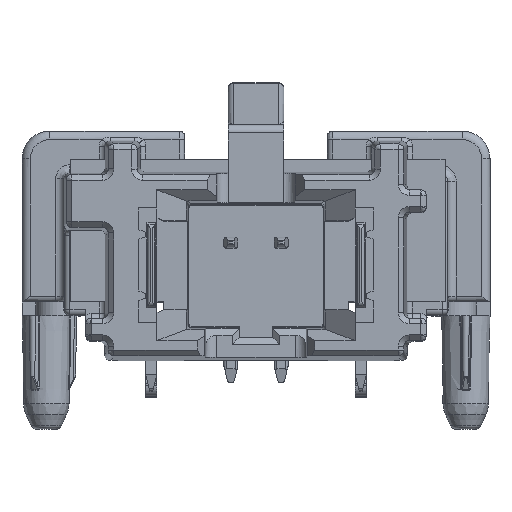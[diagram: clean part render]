
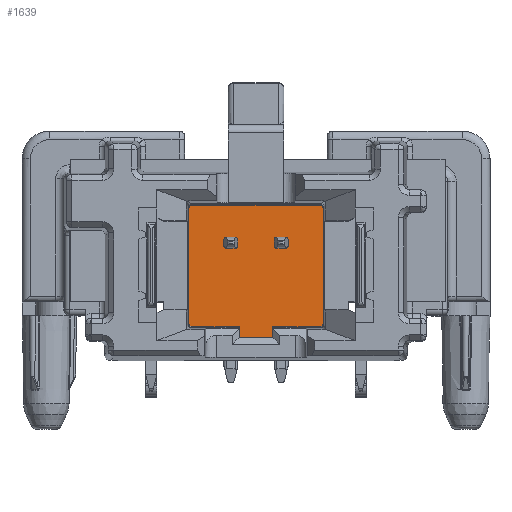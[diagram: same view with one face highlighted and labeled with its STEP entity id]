
A CAD part, top view. The second image highlights one B-rep face of the part: STEP entity #1639.
In plain terms, the highlighted planar face has unit normal (0, 0, 1).
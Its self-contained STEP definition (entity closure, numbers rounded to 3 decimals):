
#680=ELLIPSE('',#14529,0.1,0.1);
#681=ELLIPSE('',#14530,0.1,0.1);
#682=ELLIPSE('',#14531,0.1,0.1);
#683=ELLIPSE('',#14532,0.1,0.1);
#1639=ADVANCED_FACE('',(#2813,#2814,#2815),#2436,.T.);
#2436=PLANE('',#14533);
#2813=FACE_BOUND('',#2892,.T.);
#2814=FACE_BOUND('',#2893,.T.);
#2815=FACE_BOUND('',#2894,.T.);
#2892=EDGE_LOOP('',(#4379,#4380,#4381,#4382,#4383,#4384,#4385,#4386));
#2893=EDGE_LOOP('',(#4387,#4388,#4389,#4390,#4391,#4392,#4393,#4394));
#2894=EDGE_LOOP('',(#4395,#4396,#4397,#4398,#4399,#4400,#4401,#4402,#4403,
#4404,#4405,#4406));
#3701=CIRCLE('',#14521,0.1);
#3702=CIRCLE('',#14522,0.1);
#3703=CIRCLE('',#14523,0.1);
#3704=CIRCLE('',#14524,0.1);
#3705=CIRCLE('',#14525,0.1);
#3706=CIRCLE('',#14526,0.1);
#3707=CIRCLE('',#14527,0.1);
#3708=CIRCLE('',#14528,0.1);
#4379=ORIENTED_EDGE('',*,*,#9936,.T.);
#4380=ORIENTED_EDGE('',*,*,#9937,.F.);
#4381=ORIENTED_EDGE('',*,*,#9938,.T.);
#4382=ORIENTED_EDGE('',*,*,#9939,.F.);
#4383=ORIENTED_EDGE('',*,*,#9940,.T.);
#4384=ORIENTED_EDGE('',*,*,#9941,.T.);
#4385=ORIENTED_EDGE('',*,*,#9942,.T.);
#4386=ORIENTED_EDGE('',*,*,#9943,.F.);
#4387=ORIENTED_EDGE('',*,*,#9944,.F.);
#4388=ORIENTED_EDGE('',*,*,#9945,.F.);
#4389=ORIENTED_EDGE('',*,*,#9946,.F.);
#4390=ORIENTED_EDGE('',*,*,#9947,.F.);
#4391=ORIENTED_EDGE('',*,*,#9948,.T.);
#4392=ORIENTED_EDGE('',*,*,#9949,.F.);
#4393=ORIENTED_EDGE('',*,*,#9950,.F.);
#4394=ORIENTED_EDGE('',*,*,#9951,.F.);
#4395=ORIENTED_EDGE('',*,*,#9952,.T.);
#4396=ORIENTED_EDGE('',*,*,#9953,.T.);
#4397=ORIENTED_EDGE('',*,*,#9954,.T.);
#4398=ORIENTED_EDGE('',*,*,#9955,.T.);
#4399=ORIENTED_EDGE('',*,*,#9956,.T.);
#4400=ORIENTED_EDGE('',*,*,#9957,.T.);
#4401=ORIENTED_EDGE('',*,*,#9958,.T.);
#4402=ORIENTED_EDGE('',*,*,#9959,.T.);
#4403=ORIENTED_EDGE('',*,*,#9960,.F.);
#4404=ORIENTED_EDGE('',*,*,#9961,.T.);
#4405=ORIENTED_EDGE('',*,*,#9962,.F.);
#4406=ORIENTED_EDGE('',*,*,#9963,.T.);
#8589=VERTEX_POINT('',#20278);
#8590=VERTEX_POINT('',#20279);
#8591=VERTEX_POINT('',#20281);
#8592=VERTEX_POINT('',#20283);
#8593=VERTEX_POINT('',#20285);
#8594=VERTEX_POINT('',#20287);
#8595=VERTEX_POINT('',#20289);
#8596=VERTEX_POINT('',#20291);
#8597=VERTEX_POINT('',#20294);
#8598=VERTEX_POINT('',#20295);
#8599=VERTEX_POINT('',#20297);
#8600=VERTEX_POINT('',#20299);
#8601=VERTEX_POINT('',#20301);
#8602=VERTEX_POINT('',#20303);
#8603=VERTEX_POINT('',#20305);
#8604=VERTEX_POINT('',#20307);
#8605=VERTEX_POINT('',#20310);
#8606=VERTEX_POINT('',#20311);
#8607=VERTEX_POINT('',#20313);
#8608=VERTEX_POINT('',#20315);
#8609=VERTEX_POINT('',#20317);
#8610=VERTEX_POINT('',#20319);
#8611=VERTEX_POINT('',#20321);
#8612=VERTEX_POINT('',#20323);
#8613=VERTEX_POINT('',#20325);
#8614=VERTEX_POINT('',#20327);
#8615=VERTEX_POINT('',#20329);
#8616=VERTEX_POINT('',#20331);
#9936=EDGE_CURVE('',#8589,#8590,#3701,.T.);
#9937=EDGE_CURVE('',#8591,#8590,#12023,.T.);
#9938=EDGE_CURVE('',#8591,#8592,#3702,.T.);
#9939=EDGE_CURVE('',#8593,#8592,#12024,.T.);
#9940=EDGE_CURVE('',#8593,#8594,#3703,.T.);
#9941=EDGE_CURVE('',#8594,#8595,#12025,.T.);
#9942=EDGE_CURVE('',#8595,#8596,#3704,.T.);
#9943=EDGE_CURVE('',#8589,#8596,#12026,.T.);
#9944=EDGE_CURVE('',#8597,#8598,#12027,.T.);
#9945=EDGE_CURVE('',#8599,#8597,#3705,.T.);
#9946=EDGE_CURVE('',#8600,#8599,#12028,.T.);
#9947=EDGE_CURVE('',#8601,#8600,#3706,.T.);
#9948=EDGE_CURVE('',#8601,#8602,#12029,.T.);
#9949=EDGE_CURVE('',#8603,#8602,#3707,.T.);
#9950=EDGE_CURVE('',#8604,#8603,#12030,.T.);
#9951=EDGE_CURVE('',#8598,#8604,#3708,.T.);
#9952=EDGE_CURVE('',#8605,#8606,#12031,.T.);
#9953=EDGE_CURVE('',#8606,#8607,#680,.T.);
#9954=EDGE_CURVE('',#8607,#8608,#12032,.T.);
#9955=EDGE_CURVE('',#8608,#8609,#12033,.T.);
#9956=EDGE_CURVE('',#8609,#8610,#12034,.T.);
#9957=EDGE_CURVE('',#8610,#8611,#12035,.T.);
#9958=EDGE_CURVE('',#8611,#8612,#12036,.T.);
#9959=EDGE_CURVE('',#8612,#8613,#681,.T.);
#9960=EDGE_CURVE('',#8614,#8613,#12037,.T.);
#9961=EDGE_CURVE('',#8614,#8615,#682,.T.);
#9962=EDGE_CURVE('',#8616,#8615,#12038,.T.);
#9963=EDGE_CURVE('',#8616,#8605,#683,.T.);
#12023=LINE('',#20280,#13339);
#12024=LINE('',#20284,#13340);
#12025=LINE('',#20288,#13341);
#12026=LINE('',#20292,#13342);
#12027=LINE('',#20293,#13343);
#12028=LINE('',#20298,#13344);
#12029=LINE('',#20302,#13345);
#12030=LINE('',#20306,#13346);
#12031=LINE('',#20309,#13347);
#12032=LINE('',#20314,#13348);
#12033=LINE('',#20316,#13349);
#12034=LINE('',#20318,#13350);
#12035=LINE('',#20320,#13351);
#12036=LINE('',#20322,#13352);
#12037=LINE('',#20326,#13353);
#12038=LINE('',#20330,#13354);
#13339=VECTOR('',#16104,1.);
#13340=VECTOR('',#16107,1.);
#13341=VECTOR('',#16110,1.);
#13342=VECTOR('',#16113,1.);
#13343=VECTOR('',#16114,1.);
#13344=VECTOR('',#16117,1.);
#13345=VECTOR('',#16120,1.);
#13346=VECTOR('',#16123,1.);
#13347=VECTOR('',#16126,1.);
#13348=VECTOR('',#16129,1.);
#13349=VECTOR('',#16130,1.);
#13350=VECTOR('',#16131,1.);
#13351=VECTOR('',#16132,1.);
#13352=VECTOR('',#16133,1.);
#13353=VECTOR('',#16136,1.);
#13354=VECTOR('',#16139,1.);
#14521=AXIS2_PLACEMENT_3D('',#20277,#16102,#16103);
#14522=AXIS2_PLACEMENT_3D('',#20282,#16105,#16106);
#14523=AXIS2_PLACEMENT_3D('',#20286,#16108,#16109);
#14524=AXIS2_PLACEMENT_3D('',#20290,#16111,#16112);
#14525=AXIS2_PLACEMENT_3D('',#20296,#16115,#16116);
#14526=AXIS2_PLACEMENT_3D('',#20300,#16118,#16119);
#14527=AXIS2_PLACEMENT_3D('',#20304,#16121,#16122);
#14528=AXIS2_PLACEMENT_3D('',#20308,#16124,#16125);
#14529=AXIS2_PLACEMENT_3D('',#20312,#16127,#16128);
#14530=AXIS2_PLACEMENT_3D('',#20324,#16134,#16135);
#14531=AXIS2_PLACEMENT_3D('',#20328,#16137,#16138);
#14532=AXIS2_PLACEMENT_3D('',#20332,#16140,#16141);
#14533=AXIS2_PLACEMENT_3D('',#20333,#16142,#16143);
#16102=DIRECTION('',(0.,0.,-1.));
#16103=DIRECTION('',(0.,1.,0.));
#16104=DIRECTION('',(-1.,0.,0.));
#16105=DIRECTION('',(0.,0.,-1.));
#16106=DIRECTION('',(0.,1.,0.));
#16107=DIRECTION('',(0.,1.,0.));
#16108=DIRECTION('',(0.,0.,-1.));
#16109=DIRECTION('',(0.,1.,0.));
#16110=DIRECTION('',(-1.,0.,0.));
#16111=DIRECTION('',(0.,0.,-1.));
#16112=DIRECTION('',(0.,1.,0.));
#16113=DIRECTION('',(0.,-1.,0.));
#16114=DIRECTION('',(-1.,0.,0.));
#16115=DIRECTION('',(0.,0.,1.));
#16116=DIRECTION('',(0.,1.,0.));
#16117=DIRECTION('',(0.,1.,0.));
#16118=DIRECTION('',(0.,0.,1.));
#16119=DIRECTION('',(0.,1.,0.));
#16120=DIRECTION('',(-1.,0.,0.));
#16121=DIRECTION('',(0.,0.,1.));
#16122=DIRECTION('',(0.,1.,0.));
#16123=DIRECTION('',(0.,-1.,0.));
#16124=DIRECTION('',(0.,0.,1.));
#16125=DIRECTION('',(0.,1.,0.));
#16126=DIRECTION('',(0.,-1.,0.));
#16127=DIRECTION('',(0.,0.,1.));
#16128=DIRECTION('',(-0.707,-0.707,0.));
#16129=DIRECTION('',(1.,0.,0.));
#16130=DIRECTION('',(0.,-1.,0.));
#16131=DIRECTION('',(1.,0.,0.));
#16132=DIRECTION('',(0.,1.,0.));
#16133=DIRECTION('',(1.,0.,0.));
#16134=DIRECTION('',(0.,0.,1.));
#16135=DIRECTION('',(-0.707,0.707,0.));
#16136=DIRECTION('',(0.,-1.,0.));
#16137=DIRECTION('',(0.,0.,1.));
#16138=DIRECTION('',(0.707,0.707,0.));
#16139=DIRECTION('',(1.,0.,0.));
#16140=DIRECTION('',(0.,0.,1.));
#16141=DIRECTION('',(0.707,-0.707,0.));
#16142=DIRECTION('',(0.,0.,1.));
#16143=DIRECTION('',(-1.,0.,0.));
#20277=CARTESIAN_POINT('',(0.75,0.925,-15.7));
#20278=CARTESIAN_POINT('',(0.65,0.925,-15.7));
#20279=CARTESIAN_POINT('',(0.75,1.025,-15.7));
#20280=CARTESIAN_POINT('',(-2.4,1.025,-15.7));
#20281=CARTESIAN_POINT('',(1.05,1.025,-15.7));
#20282=CARTESIAN_POINT('',(1.05,0.925,-15.7));
#20283=CARTESIAN_POINT('',(1.15,0.925,-15.7));
#20284=CARTESIAN_POINT('',(1.15,0.825,-15.7));
#20285=CARTESIAN_POINT('',(1.15,0.725,-15.7));
#20286=CARTESIAN_POINT('',(1.05,0.725,-15.7));
#20287=CARTESIAN_POINT('',(1.05,0.625,-15.7));
#20288=CARTESIAN_POINT('',(-2.4,0.625,-15.7));
#20289=CARTESIAN_POINT('',(0.75,0.625,-15.7));
#20290=CARTESIAN_POINT('',(0.75,0.725,-15.7));
#20291=CARTESIAN_POINT('',(0.65,0.725,-15.7));
#20292=CARTESIAN_POINT('',(0.65,0.225,-15.7));
#20293=CARTESIAN_POINT('',(-2.4,1.025,-15.7));
#20294=CARTESIAN_POINT('',(-0.75,1.025,-15.7));
#20295=CARTESIAN_POINT('',(-1.05,1.025,-15.7));
#20296=CARTESIAN_POINT('',(-0.75,0.925,-15.7));
#20297=CARTESIAN_POINT('',(-0.65,0.925,-15.7));
#20298=CARTESIAN_POINT('',(-0.65,0.225,-15.7));
#20299=CARTESIAN_POINT('',(-0.65,0.725,-15.7));
#20300=CARTESIAN_POINT('',(-0.75,0.725,-15.7));
#20301=CARTESIAN_POINT('',(-0.75,0.625,-15.7));
#20302=CARTESIAN_POINT('',(-2.4,0.625,-15.7));
#20303=CARTESIAN_POINT('',(-1.05,0.625,-15.7));
#20304=CARTESIAN_POINT('',(-1.05,0.725,-15.7));
#20305=CARTESIAN_POINT('',(-1.15,0.725,-15.7));
#20306=CARTESIAN_POINT('',(-1.15,0.825,-15.7));
#20307=CARTESIAN_POINT('',(-1.15,0.925,-15.7));
#20308=CARTESIAN_POINT('',(-1.05,0.925,-15.7));
#20309=CARTESIAN_POINT('',(-2.4,-2.4,-15.7));
#20310=CARTESIAN_POINT('',(-2.4,2.075,-15.7));
#20311=CARTESIAN_POINT('',(-2.4,-2.075,-15.7));
#20312=CARTESIAN_POINT('',(-2.3,-2.075,-15.7));
#20313=CARTESIAN_POINT('',(-2.3,-2.175,-15.7));
#20314=CARTESIAN_POINT('',(3.,-2.175,-15.7));
#20315=CARTESIAN_POINT('',(-0.6,-2.175,-15.7));
#20316=CARTESIAN_POINT('',(-0.6,0.,-15.7));
#20317=CARTESIAN_POINT('',(-0.6,-2.575,-15.7));
#20318=CARTESIAN_POINT('',(-0.6,-2.575,-15.7));
#20319=CARTESIAN_POINT('',(0.6,-2.575,-15.7));
#20320=CARTESIAN_POINT('',(0.6,-2.575,-15.7));
#20321=CARTESIAN_POINT('',(0.6,-2.175,-15.7));
#20322=CARTESIAN_POINT('',(3.,-2.175,-15.7));
#20323=CARTESIAN_POINT('',(2.3,-2.175,-15.7));
#20324=CARTESIAN_POINT('',(2.3,-2.075,-15.7));
#20325=CARTESIAN_POINT('',(2.4,-2.075,-15.7));
#20326=CARTESIAN_POINT('',(2.4,-2.4,-15.7));
#20327=CARTESIAN_POINT('',(2.4,2.075,-15.7));
#20328=CARTESIAN_POINT('',(2.3,2.075,-15.7));
#20329=CARTESIAN_POINT('',(2.3,2.175,-15.7));
#20330=CARTESIAN_POINT('',(3.,2.175,-15.7));
#20331=CARTESIAN_POINT('',(-2.3,2.175,-15.7));
#20332=CARTESIAN_POINT('',(-2.3,2.075,-15.7));
#20333=CARTESIAN_POINT('',(-2.4,-2.4,-15.7));
